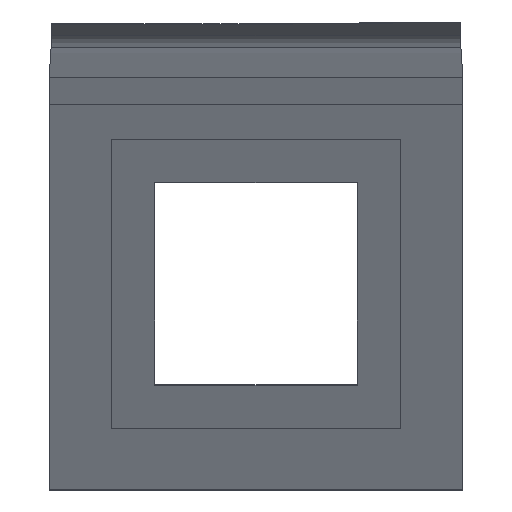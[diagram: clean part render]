
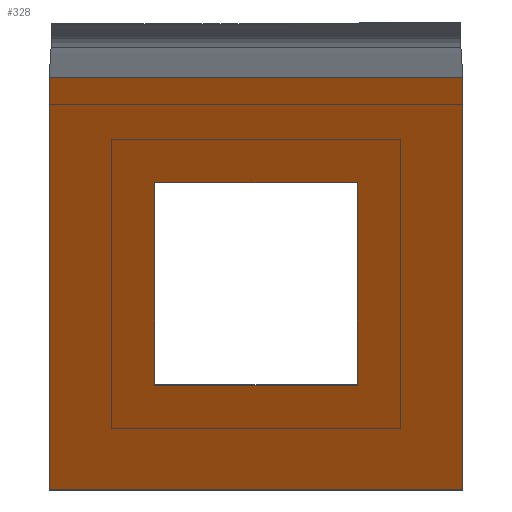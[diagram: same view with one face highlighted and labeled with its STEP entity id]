
A CAD part, front view. The second image highlights one B-rep face of the part: STEP entity #328.
In plain terms, the highlighted planar face has unit normal (0, -0.866, -0.5).
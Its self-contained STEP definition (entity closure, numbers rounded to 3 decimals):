
#2 = EDGE_CURVE ( 'NONE', #3, #5, #680, .T. ) ;
#3 = VERTEX_POINT ( 'NONE', #673 ) ;
#5 = VERTEX_POINT ( 'NONE', #672 ) ;
#29 = VERTEX_POINT ( 'NONE', #694 ) ;
#31 = VERTEX_POINT ( 'NONE', #693 ) ;
#38 = EDGE_CURVE ( 'NONE', #29, #31, #685, .T. ) ;
#248 = EDGE_LOOP ( 'NONE', ( #249, #250, #252, #253 ) ) ;
#249 = ORIENTED_EDGE ( 'NONE', *, *, #2, .T. ) ;
#250 = ORIENTED_EDGE ( 'NONE', *, *, #251, .T. ) ;
#251 = EDGE_CURVE ( 'NONE', #5, #29, #1119, .T. ) ;
#252 = ORIENTED_EDGE ( 'NONE', *, *, #38, .T. ) ;
#253 = ORIENTED_EDGE ( 'NONE', *, *, #254, .T. ) ;
#254 = EDGE_CURVE ( 'NONE', #31, #3, #1110, .T. ) ;
#257 = VERTEX_POINT ( 'NONE', #1101 ) ;
#259 = EDGE_CURVE ( 'NONE', #257, #270, #1102, .T. ) ;
#270 = VERTEX_POINT ( 'NONE', #1147 ) ;
#272 = EDGE_CURVE ( 'NONE', #270, #282, #1146, .T. ) ;
#282 = VERTEX_POINT ( 'NONE', #1192 ) ;
#284 = EDGE_CURVE ( 'NONE', #282, #285, #1191, .T. ) ;
#285 = VERTEX_POINT ( 'NONE', #1187 ) ;
#313 = EDGE_LOOP ( 'NONE', ( #314, #315, #316, #317 ) ) ;
#314 = ORIENTED_EDGE ( 'NONE', *, *, #284, .F. ) ;
#315 = ORIENTED_EDGE ( 'NONE', *, *, #272, .F. ) ;
#316 = ORIENTED_EDGE ( 'NONE', *, *, #259, .F. ) ;
#317 = ORIENTED_EDGE ( 'NONE', *, *, #326, .F. ) ;
#326 = EDGE_CURVE ( 'NONE', #285, #257, #1208, .T. ) ;
#328 = ADVANCED_FACE ( 'NONE', ( #1204, #1203 ), #1202, .T. ) ;
#672 = CARTESIAN_POINT ( 'NONE',  ( -162.5, -228.919, 394.5 ) ) ;
#673 = CARTESIAN_POINT ( 'NONE',  ( -162.5, -41.281, 69.5 ) ) ;
#674 = DIRECTION ( 'NONE',  ( 0., -0.5, 0.866 ) ) ;
#675 = VECTOR ( 'NONE', #674, 1000. ) ;
#676 = CARTESIAN_POINT ( 'NONE',  ( -162.5, -228.919, 394.5 ) ) ;
#680 = LINE ( 'NONE', #676, #675 ) ;
#684 = CARTESIAN_POINT ( 'NONE',  ( 162.5, -41.281, 69.5 ) ) ;
#685 = LINE ( 'NONE', #684, #747 ) ;
#693 = CARTESIAN_POINT ( 'NONE',  ( 162.5, -41.281, 69.5 ) ) ;
#694 = CARTESIAN_POINT ( 'NONE',  ( 162.5, -228.919, 394.5 ) ) ;
#746 = DIRECTION ( 'NONE',  ( 0., 0.5, -0.866 ) ) ;
#747 = VECTOR ( 'NONE', #746, 1000. ) ;
#1101 = CARTESIAN_POINT ( 'NONE',  ( -332.5, 56.15, -99.255 ) ) ;
#1102 = LINE ( 'NONE', #1164, #1163 ) ;
#1107 = DIRECTION ( 'NONE',  ( -1., 0., 0. ) ) ;
#1108 = VECTOR ( 'NONE', #1107, 1000. ) ;
#1109 = CARTESIAN_POINT ( 'NONE',  ( -162.5, -41.281, 69.5 ) ) ;
#1110 = LINE ( 'NONE', #1109, #1108 ) ;
#1111 = DIRECTION ( 'NONE',  ( 1., 0., 0. ) ) ;
#1112 = VECTOR ( 'NONE', #1111, 1000. ) ;
#1113 = CARTESIAN_POINT ( 'NONE',  ( 162.5, -228.919, 394.5 ) ) ;
#1119 = LINE ( 'NONE', #1113, #1112 ) ;
#1143 = DIRECTION ( 'NONE',  ( 1., 0., 0. ) ) ;
#1144 = VECTOR ( 'NONE', #1143, 1000. ) ;
#1145 = CARTESIAN_POINT ( 'NONE',  ( 332.5, -326.35, 563.255 ) ) ;
#1146 = LINE ( 'NONE', #1145, #1144 ) ;
#1147 = CARTESIAN_POINT ( 'NONE',  ( -332.5, -326.35, 563.255 ) ) ;
#1162 = DIRECTION ( 'NONE',  ( 0., -0.5, 0.866 ) ) ;
#1163 = VECTOR ( 'NONE', #1162, 1000. ) ;
#1164 = CARTESIAN_POINT ( 'NONE',  ( -332.5, 56.15, -99.255 ) ) ;
#1187 = CARTESIAN_POINT ( 'NONE',  ( 332.5, 56.15, -99.255 ) ) ;
#1188 = DIRECTION ( 'NONE',  ( 0., 0.5, -0.866 ) ) ;
#1189 = VECTOR ( 'NONE', #1188, 1000. ) ;
#1190 = CARTESIAN_POINT ( 'NONE',  ( 332.5, 56.15, -99.255 ) ) ;
#1191 = LINE ( 'NONE', #1190, #1189 ) ;
#1192 = CARTESIAN_POINT ( 'NONE',  ( 332.5, -326.35, 563.255 ) ) ;
#1196 = DIRECTION ( 'NONE',  ( 0., 0.5, -0.866 ) ) ;
#1197 = DIRECTION ( 'NONE',  ( 0., -0.866, -0.5 ) ) ;
#1200 = CARTESIAN_POINT ( 'NONE',  ( 332.5, -326.35, 563.255 ) ) ;
#1201 = AXIS2_PLACEMENT_3D ( 'NONE', #1200, #1197, #1196 ) ;
#1202 = PLANE ( 'NONE',  #1201 ) ;
#1203 = FACE_OUTER_BOUND ( 'NONE', #313, .T. ) ;
#1204 = FACE_BOUND ( 'NONE', #248, .T. ) ;
#1205 = DIRECTION ( 'NONE',  ( -1., 0., 0. ) ) ;
#1206 = VECTOR ( 'NONE', #1205, 1000. ) ;
#1207 = CARTESIAN_POINT ( 'NONE',  ( 332.5, 56.15, -99.255 ) ) ;
#1208 = LINE ( 'NONE', #1207, #1206 ) ;
